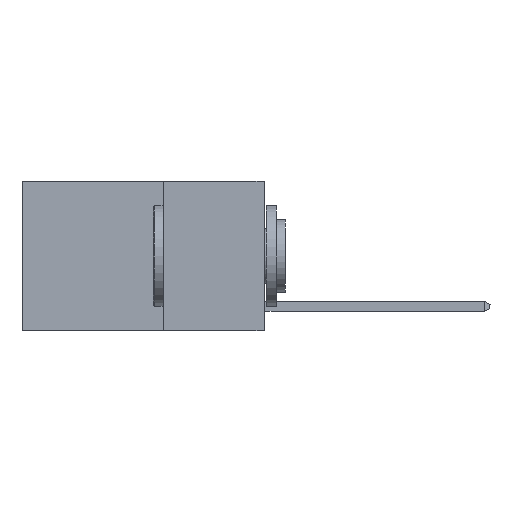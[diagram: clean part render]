
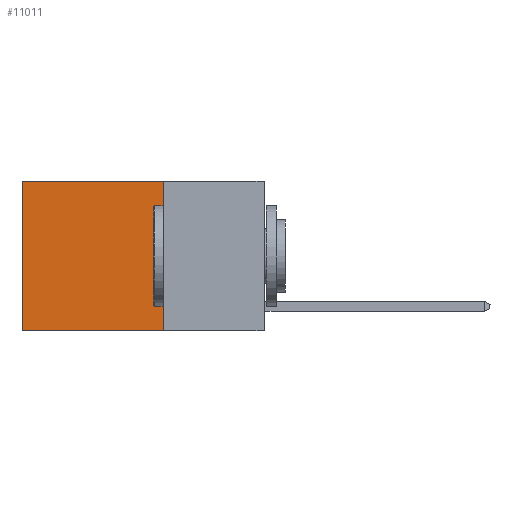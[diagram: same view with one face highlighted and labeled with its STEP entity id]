
A CAD part, left-side view. The second image highlights one B-rep face of the part: STEP entity #11011.
In plain terms, the highlighted planar face has unit normal (-1, 0, 0).
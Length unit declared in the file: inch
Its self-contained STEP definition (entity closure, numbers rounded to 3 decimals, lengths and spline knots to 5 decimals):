
#405 = VERTEX_POINT ( 'NONE', #13069 ) ;
#1794 = DIRECTION ( 'NONE',  ( 1., 0., 0. ) ) ;
#2112 = FACE_OUTER_BOUND ( 'NONE', #10800, .T. ) ;
#2504 = EDGE_CURVE ( 'NONE', #405, #14688, #4827, .T. ) ;
#2592 = EDGE_CURVE ( 'NONE', #2594, #405, #3722, .T. ) ;
#2594 = VERTEX_POINT ( 'NONE', #10411 ) ;
#3540 = LINE ( 'NONE', #9377, #7028 ) ;
#3656 = VERTEX_POINT ( 'NONE', #6594 ) ;
#3698 = ORIENTED_EDGE ( 'NONE', *, *, #12092, .F. ) ;
#3722 = LINE ( 'NONE', #11587, #13012 ) ;
#3891 = DIRECTION ( 'NONE',  ( 0., 0., -1. ) ) ;
#4063 = EDGE_CURVE ( 'NONE', #2594, #3656, #7331, .T. ) ;
#4602 = DIRECTION ( 'NONE',  ( 0., 1., 0. ) ) ;
#4743 = DIRECTION ( 'NONE',  ( 0., 1., 0. ) ) ;
#4827 = LINE ( 'NONE', #10049, #13739 ) ;
#6434 = CARTESIAN_POINT ( 'NONE',  ( 0.2625, 0.25, 0. ) ) ;
#6594 = CARTESIAN_POINT ( 'NONE',  ( 0.2625, 0.25, -0.37 ) ) ;
#7028 = VECTOR ( 'NONE', #4743, 39.37008 ) ;
#7039 = ORIENTED_EDGE ( 'NONE', *, *, #4063, .F. ) ;
#7331 = LINE ( 'NONE', #9692, #10043 ) ;
#7472 = ORIENTED_EDGE ( 'NONE', *, *, #2504, .T. ) ;
#8751 = PLANE ( 'NONE',  #13810 ) ;
#9377 = CARTESIAN_POINT ( 'NONE',  ( 0.2625, 0.25, -0.37 ) ) ;
#9692 = CARTESIAN_POINT ( 'NONE',  ( 0.2625, 0.25, 0. ) ) ;
#9906 = DIRECTION ( 'NONE',  ( 0., 0., -1. ) ) ;
#10043 = VECTOR ( 'NONE', #3891, 39.37008 ) ;
#10049 = CARTESIAN_POINT ( 'NONE',  ( 0.2625, 0.6, 0. ) ) ;
#10411 = CARTESIAN_POINT ( 'NONE',  ( 0.2625, 0.25, 0. ) ) ;
#10800 = EDGE_LOOP ( 'NONE', ( #7472, #3698, #7039, #10958 ) ) ;
#10958 = ORIENTED_EDGE ( 'NONE', *, *, #2592, .T. ) ;
#10996 = CARTESIAN_POINT ( 'NONE',  ( 0.2625, 0.6, -0.37 ) ) ;
#11011 = ADVANCED_FACE ( 'NONE', ( #2112 ), #8751, .F. ) ;
#11587 = CARTESIAN_POINT ( 'NONE',  ( 0.2625, 0.25, 0. ) ) ;
#12092 = EDGE_CURVE ( 'NONE', #3656, #14688, #3540, .T. ) ;
#12392 = DIRECTION ( 'NONE',  ( 0., 0., -1. ) ) ;
#13012 = VECTOR ( 'NONE', #4602, 39.37008 ) ;
#13069 = CARTESIAN_POINT ( 'NONE',  ( 0.2625, 0.6, 0. ) ) ;
#13739 = VECTOR ( 'NONE', #12392, 39.37008 ) ;
#13810 = AXIS2_PLACEMENT_3D ( 'NONE', #6434, #1794, #9906 ) ;
#14688 = VERTEX_POINT ( 'NONE', #10996 ) ;
